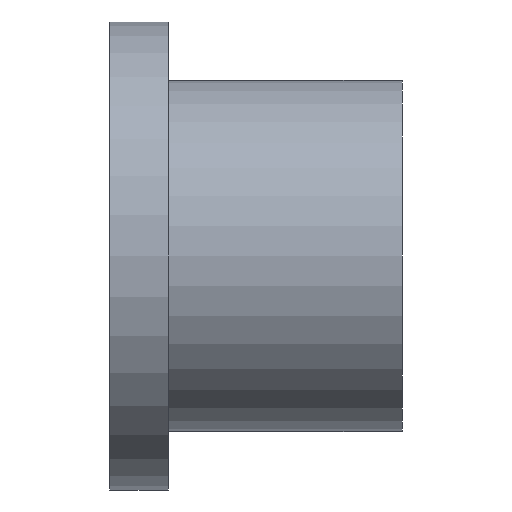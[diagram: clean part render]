
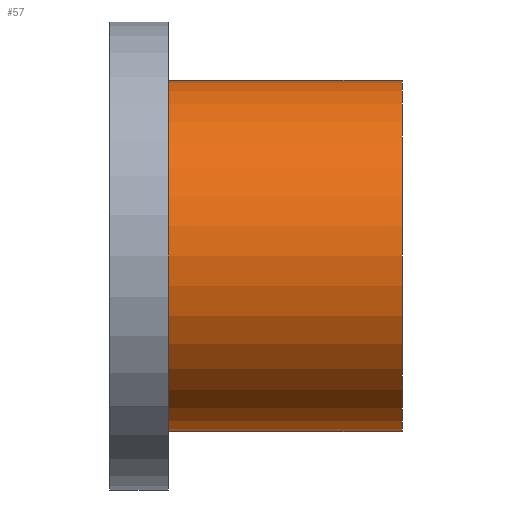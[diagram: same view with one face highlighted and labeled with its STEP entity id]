
A CAD part, left-side view. The second image highlights one B-rep face of the part: STEP entity #57.
In plain terms, the highlighted cylindrical face has radius 75 mm (diameter 150 mm), a partial arc.
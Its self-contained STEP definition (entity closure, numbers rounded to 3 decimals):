
#35 = VERTEX_POINT ( 'NONE', #279 ) ;
#36 = DIRECTION ( 'NONE',  ( 0., 1., 0. ) ) ;
#39 = EDGE_CURVE ( 'NONE', #56, #275, #127, .T. ) ;
#41 = CIRCLE ( 'NONE', #71, 75. ) ;
#42 = LINE ( 'NONE', #148, #104 ) ;
#45 = CARTESIAN_POINT ( 'NONE',  ( 0., 100., 0. ) ) ;
#56 = VERTEX_POINT ( 'NONE', #131 ) ;
#57 = ADVANCED_FACE ( 'NONE', ( #82 ), #211, .T. ) ;
#63 = CARTESIAN_POINT ( 'NONE',  ( 0., 100., 75. ) ) ;
#71 = AXIS2_PLACEMENT_3D ( 'NONE', #45, #72, #201 ) ;
#72 = DIRECTION ( 'NONE',  ( 0., 1., 0. ) ) ;
#73 = EDGE_CURVE ( 'NONE', #35, #166, #42, .T. ) ;
#82 = FACE_OUTER_BOUND ( 'NONE', #247, .T. ) ;
#86 = CARTESIAN_POINT ( 'NONE',  ( 0., 0., 0. ) ) ;
#90 = EDGE_CURVE ( 'NONE', #35, #56, #216, .T. ) ;
#104 = VECTOR ( 'NONE', #112, 1000. ) ;
#112 = DIRECTION ( 'NONE',  ( 0., 1., 0. ) ) ;
#126 = CARTESIAN_POINT ( 'NONE',  ( 0., 167.384, 75. ) ) ;
#127 = LINE ( 'NONE', #126, #244 ) ;
#131 = CARTESIAN_POINT ( 'NONE',  ( 0., 0., 75. ) ) ;
#148 = CARTESIAN_POINT ( 'NONE',  ( 0., 167.384, -75. ) ) ;
#154 = DIRECTION ( 'NONE',  ( 0., 1., 0. ) ) ;
#161 = EDGE_CURVE ( 'NONE', #166, #275, #41, .T. ) ;
#166 = VERTEX_POINT ( 'NONE', #200 ) ;
#176 = DIRECTION ( 'NONE',  ( 0., 1., 0. ) ) ;
#185 = AXIS2_PLACEMENT_3D ( 'NONE', #197, #176, #236 ) ;
#197 = CARTESIAN_POINT ( 'NONE',  ( 0., 167.384, 0. ) ) ;
#200 = CARTESIAN_POINT ( 'NONE',  ( 0., 100., -75. ) ) ;
#201 = DIRECTION ( 'NONE',  ( 0., 0., 1. ) ) ;
#211 = CYLINDRICAL_SURFACE ( 'NONE', #185, 75. ) ;
#214 = DIRECTION ( 'NONE',  ( 0., 0., 1. ) ) ;
#216 = CIRCLE ( 'NONE', #254, 75. ) ;
#225 = ORIENTED_EDGE ( 'NONE', *, *, #90, .T. ) ;
#226 = ORIENTED_EDGE ( 'NONE', *, *, #161, .F. ) ;
#236 = DIRECTION ( 'NONE',  ( 0., 0., 1. ) ) ;
#244 = VECTOR ( 'NONE', #36, 1000. ) ;
#247 = EDGE_LOOP ( 'NONE', ( #278, #225, #253, #226 ) ) ;
#253 = ORIENTED_EDGE ( 'NONE', *, *, #39, .T. ) ;
#254 = AXIS2_PLACEMENT_3D ( 'NONE', #86, #154, #214 ) ;
#275 = VERTEX_POINT ( 'NONE', #63 ) ;
#278 = ORIENTED_EDGE ( 'NONE', *, *, #73, .F. ) ;
#279 = CARTESIAN_POINT ( 'NONE',  ( 0., 0., -75. ) ) ;
